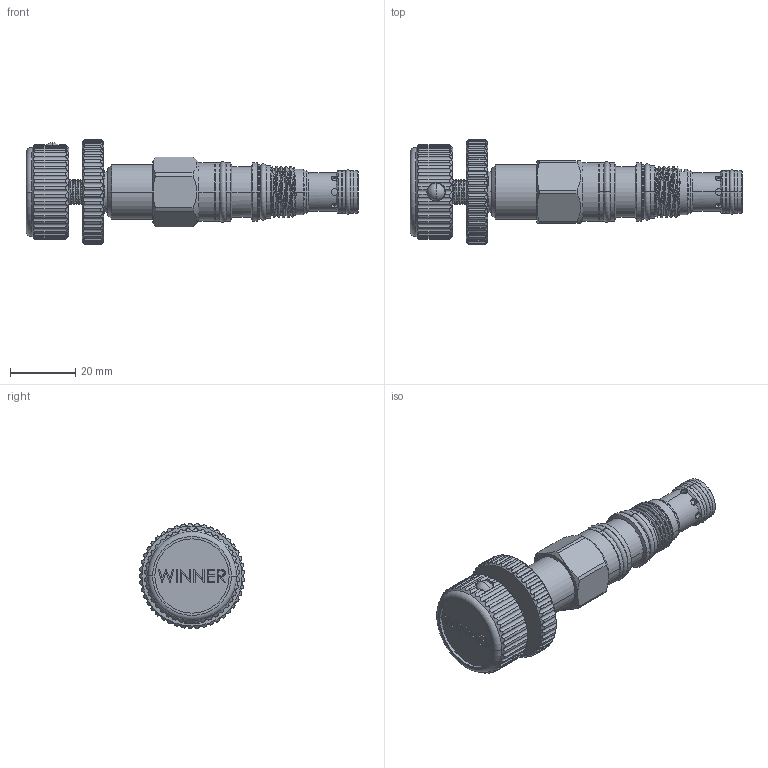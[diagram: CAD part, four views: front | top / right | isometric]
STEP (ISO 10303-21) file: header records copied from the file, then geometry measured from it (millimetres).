
FILE_DESCRIPTION (( 'STEP AP203' ), '1' );
FILE_NAME ('RV163A30-K.STEP', '2024-06-17T03:34:28', ( '' ), ( '' ), 'SwSTEP 2.0', 'SolidWorks 2018', '' );
FILE_SCHEMA (( 'CONFIG_CONTROL_DESIGN' ));
Length unit declared in the file: millimetre
Products named in the file (1): RV163A30-K
Bounding box: 101.5 x 32.18 x 32.2 mm (x, y, z)
Volume: 29021.9 mm3; surface area: 10229.6 mm2
Topology: 1 solids, 1 shells, 595 faces, 1607 edges, 1051 vertices
Faces by surface type: cylinder 374, plane 138, cone 56, bspline 17, torus 8, sphere 2
Entity records: 34564 total; most frequent: CARTESIAN_POINT 20273, ORIENTED_EDGE 3214, DIRECTION 2685, EDGE_CURVE 1607, VERTEX_POINT 1051, AXIS2_PLACEMENT_3D 1016, VECTOR 653, LINE 653
